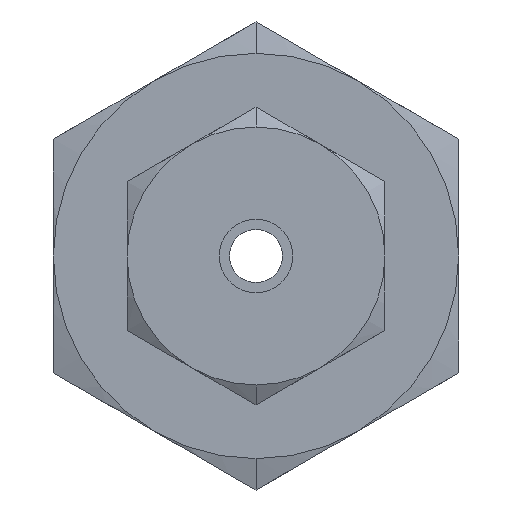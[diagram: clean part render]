
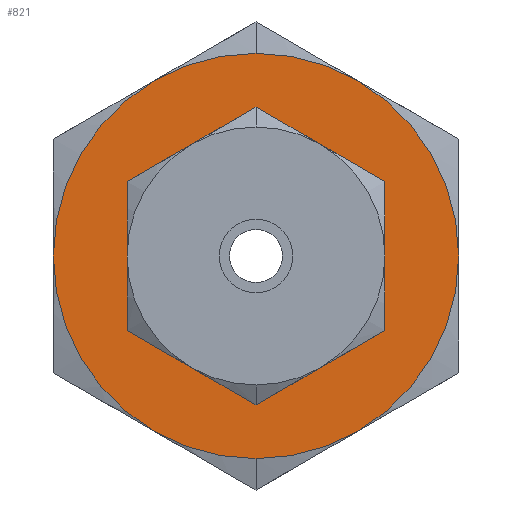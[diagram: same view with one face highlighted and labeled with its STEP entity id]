
A CAD part, left-side view. The second image highlights one B-rep face of the part: STEP entity #821.
In plain terms, the highlighted planar face has unit normal (-1, 0, 0).
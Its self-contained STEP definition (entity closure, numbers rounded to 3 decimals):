
#1 = CARTESIAN_POINT ( 'NONE',  ( 15.24, 0., 0. ) ) ;
#10 = CARTESIAN_POINT ( 'NONE',  ( 15.24, 0., -3.213 ) ) ;
#14 = DIRECTION ( 'NONE',  ( -1., 0., 0. ) ) ;
#41 = FACE_OUTER_BOUND ( 'NONE', #5610, .T. ) ;
#166 = ORIENTED_EDGE ( 'NONE', *, *, #1007, .T. ) ;
#182 = CIRCLE ( 'NONE', #3674, 8.73 ) ;
#208 = CARTESIAN_POINT ( 'NONE',  ( 15.24, 0., 0. ) ) ;
#211 = CIRCLE ( 'NONE', #5658, 8.73 ) ;
#225 = AXIS2_PLACEMENT_3D ( 'NONE', #208, #4789, #2520 ) ;
#527 = AXIS2_PLACEMENT_3D ( 'NONE', #1, #2796, #3970 ) ;
#538 = CARTESIAN_POINT ( 'NONE',  ( 15.24, -4.365, 7.56 ) ) ;
#548 = EDGE_CURVE ( 'NONE', #4117, #4923, #211, .T. ) ;
#754 = CARTESIAN_POINT ( 'NONE',  ( 15.24, 0., 0. ) ) ;
#768 = EDGE_CURVE ( 'NONE', #5202, #4500, #2273, .T. ) ;
#770 = CIRCLE ( 'NONE', #527, 3.213 ) ;
#821 = ADVANCED_FACE ( 'NONE', ( #4080, #41 ), #2347, .F. ) ;
#846 = CARTESIAN_POINT ( 'NONE',  ( 15.24, 8.73, 0. ) ) ;
#1007 = EDGE_CURVE ( 'NONE', #4500, #6383, #1794, .T. ) ;
#1031 = DIRECTION ( 'NONE',  ( 0., 0.5, 0.866 ) ) ;
#1261 = CIRCLE ( 'NONE', #6830, 8.73 ) ;
#1350 = CARTESIAN_POINT ( 'NONE',  ( 15.24, -4.365, -7.56 ) ) ;
#1610 = EDGE_CURVE ( 'NONE', #6807, #6799, #5369, .T. ) ;
#1683 = CARTESIAN_POINT ( 'NONE',  ( 15.24, 0., 0. ) ) ;
#1710 = CARTESIAN_POINT ( 'NONE',  ( 15.24, 0., 0. ) ) ;
#1794 = CIRCLE ( 'NONE', #3478, 8.73 ) ;
#1889 = EDGE_CURVE ( 'NONE', #3599, #2626, #770, .T. ) ;
#1920 = CARTESIAN_POINT ( 'NONE',  ( 15.24, 0., 8.73 ) ) ;
#2023 = DIRECTION ( 'NONE',  ( 0., 0., 1. ) ) ;
#2152 = CARTESIAN_POINT ( 'NONE',  ( 15.24, 0., 0. ) ) ;
#2155 = EDGE_CURVE ( 'NONE', #6383, #6807, #6457, .T. ) ;
#2273 = CIRCLE ( 'NONE', #7478, 8.73 ) ;
#2323 = DIRECTION ( 'NONE',  ( 0., 0., -1. ) ) ;
#2347 = PLANE ( 'NONE',  #6754 ) ;
#2520 = DIRECTION ( 'NONE',  ( 0., 1., 0. ) ) ;
#2548 = CARTESIAN_POINT ( 'NONE',  ( 15.24, 0., 0. ) ) ;
#2561 = ORIENTED_EDGE ( 'NONE', *, *, #548, .T. ) ;
#2626 = VERTEX_POINT ( 'NONE', #3231 ) ;
#2711 = EDGE_CURVE ( 'NONE', #6799, #7154, #1261, .T. ) ;
#2796 = DIRECTION ( 'NONE',  ( 1., 0., 0. ) ) ;
#3005 = EDGE_LOOP ( 'NONE', ( #6648, #7481 ) ) ;
#3082 = CARTESIAN_POINT ( 'NONE',  ( 15.24, 4.365, 7.56 ) ) ;
#3124 = ORIENTED_EDGE ( 'NONE', *, *, #4473, .T. ) ;
#3231 = CARTESIAN_POINT ( 'NONE',  ( 15.24, 0., 3.213 ) ) ;
#3299 = DIRECTION ( 'NONE',  ( 0., 0.5, -0.866 ) ) ;
#3330 = DIRECTION ( 'NONE',  ( -1., 0., 0. ) ) ;
#3478 = AXIS2_PLACEMENT_3D ( 'NONE', #2152, #6173, #4877 ) ;
#3481 = CIRCLE ( 'NONE', #225, 8.73 ) ;
#3599 = VERTEX_POINT ( 'NONE', #10 ) ;
#3657 = CARTESIAN_POINT ( 'NONE',  ( 15.24, 0., 0. ) ) ;
#3674 = AXIS2_PLACEMENT_3D ( 'NONE', #5807, #14, #2323 ) ;
#3721 = AXIS2_PLACEMENT_3D ( 'NONE', #4103, #5860, #5900 ) ;
#3774 = ORIENTED_EDGE ( 'NONE', *, *, #768, .T. ) ;
#3970 = DIRECTION ( 'NONE',  ( 0., 0., -1. ) ) ;
#4063 = ORIENTED_EDGE ( 'NONE', *, *, #2155, .T. ) ;
#4080 = FACE_BOUND ( 'NONE', #3005, .T. ) ;
#4103 = CARTESIAN_POINT ( 'NONE',  ( 15.24, 0., 0. ) ) ;
#4117 = VERTEX_POINT ( 'NONE', #7325 ) ;
#4186 = DIRECTION ( 'NONE',  ( -1., 0., 0. ) ) ;
#4258 = DIRECTION ( 'NONE',  ( 1., 0., 0. ) ) ;
#4473 = EDGE_CURVE ( 'NONE', #4923, #5202, #182, .T. ) ;
#4500 = VERTEX_POINT ( 'NONE', #5847 ) ;
#4789 = DIRECTION ( 'NONE',  ( -1., 0., 0. ) ) ;
#4841 = ORIENTED_EDGE ( 'NONE', *, *, #5916, .T. ) ;
#4860 = DIRECTION ( 'NONE',  ( -1., 0., 0. ) ) ;
#4877 = DIRECTION ( 'NONE',  ( 0., -1., 0. ) ) ;
#4878 = ORIENTED_EDGE ( 'NONE', *, *, #2711, .T. ) ;
#4923 = VERTEX_POINT ( 'NONE', #6316 ) ;
#5202 = VERTEX_POINT ( 'NONE', #1350 ) ;
#5369 = CIRCLE ( 'NONE', #6339, 8.73 ) ;
#5413 = DIRECTION ( 'NONE',  ( 0., 1., 0. ) ) ;
#5549 = DIRECTION ( 'NONE',  ( -1., 0., 0. ) ) ;
#5610 = EDGE_LOOP ( 'NONE', ( #4063, #5996, #4878, #4841, #2561, #3124, #3774, #166 ) ) ;
#5658 = AXIS2_PLACEMENT_3D ( 'NONE', #1683, #5549, #3299 ) ;
#5732 = AXIS2_PLACEMENT_3D ( 'NONE', #754, #4186, #6516 ) ;
#5807 = CARTESIAN_POINT ( 'NONE',  ( 15.24, 0., 0. ) ) ;
#5847 = CARTESIAN_POINT ( 'NONE',  ( 15.24, -8.73, 0. ) ) ;
#5860 = DIRECTION ( 'NONE',  ( 1., 0., 0. ) ) ;
#5874 = EDGE_CURVE ( 'NONE', #2626, #3599, #7005, .T. ) ;
#5900 = DIRECTION ( 'NONE',  ( 0., 0., 1. ) ) ;
#5916 = EDGE_CURVE ( 'NONE', #7154, #4117, #3481, .T. ) ;
#5996 = ORIENTED_EDGE ( 'NONE', *, *, #1610, .T. ) ;
#6173 = DIRECTION ( 'NONE',  ( -1., 0., 0. ) ) ;
#6316 = CARTESIAN_POINT ( 'NONE',  ( 15.24, 0., -8.73 ) ) ;
#6334 = CARTESIAN_POINT ( 'NONE',  ( 15.24, 0., 0. ) ) ;
#6339 = AXIS2_PLACEMENT_3D ( 'NONE', #2548, #4860, #2023 ) ;
#6383 = VERTEX_POINT ( 'NONE', #538 ) ;
#6457 = CIRCLE ( 'NONE', #5732, 8.73 ) ;
#6516 = DIRECTION ( 'NONE',  ( 0., -0.5, 0.866 ) ) ;
#6648 = ORIENTED_EDGE ( 'NONE', *, *, #1889, .T. ) ;
#6754 = AXIS2_PLACEMENT_3D ( 'NONE', #3657, #4258, #5413 ) ;
#6799 = VERTEX_POINT ( 'NONE', #3082 ) ;
#6807 = VERTEX_POINT ( 'NONE', #1920 ) ;
#6830 = AXIS2_PLACEMENT_3D ( 'NONE', #6334, #3330, #1031 ) ;
#6868 = DIRECTION ( 'NONE',  ( 0., -0.5, -0.866 ) ) ;
#7005 = CIRCLE ( 'NONE', #3721, 3.213 ) ;
#7154 = VERTEX_POINT ( 'NONE', #846 ) ;
#7325 = CARTESIAN_POINT ( 'NONE',  ( 15.24, 4.365, -7.56 ) ) ;
#7473 = DIRECTION ( 'NONE',  ( -1., 0., 0. ) ) ;
#7478 = AXIS2_PLACEMENT_3D ( 'NONE', #1710, #7473, #6868 ) ;
#7481 = ORIENTED_EDGE ( 'NONE', *, *, #5874, .T. ) ;
